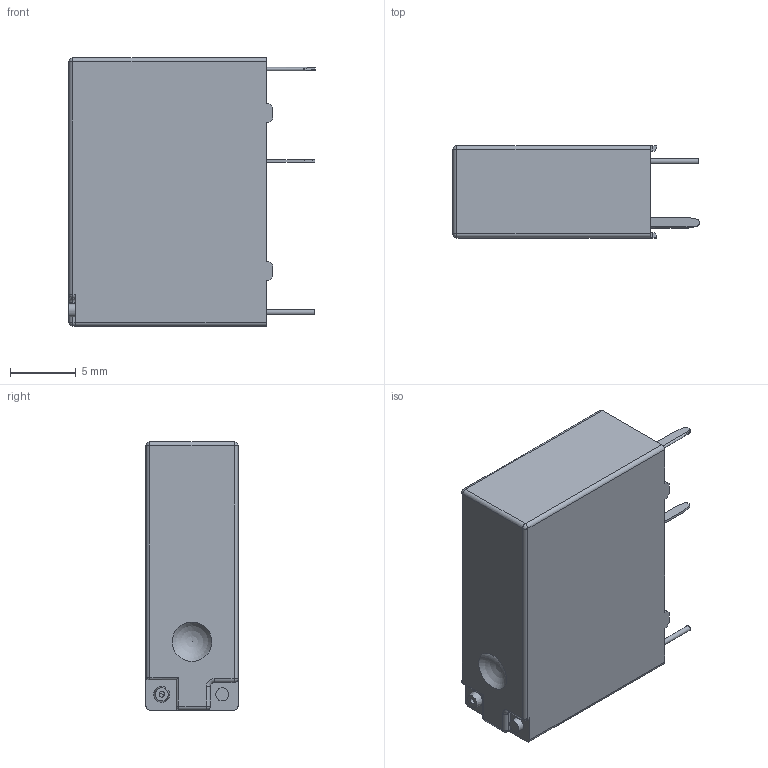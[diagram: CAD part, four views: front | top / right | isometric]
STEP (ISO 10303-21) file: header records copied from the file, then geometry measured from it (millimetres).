
FILE_DESCRIPTION(/* description */ (''),/* implementation_level */ '2;1');
FILE_NAME(/* name */ '',/* time_stamp */ '2017-12-08T10:19:55+08:00',/* author */ (''),/* organization */ (''),/* preprocessor_version */ 'ST-DEVELOPER v15',/* originating_system */ 'SIEMENS PLM Software NX 8.5',/* authorisation */ '');
FILE_SCHEMA (('CONFIG_CONTROL_DESIGN'));
Length unit declared in the file: millimetre
Products named in the file (2): 86340536000_a; 45274461000_c
Assembly tree (1 placements, depth 2):
  45274461000_c
    86340536000_a
Bounding box: 18.71 x 7 x 20.4 mm (x, y, z)
Volume: 509.6 mm3; surface area: 2381.1 mm2
Topology: 8 solids, 8 shells, 494 faces, 1293 edges, 821 vertices
Faces by surface type: plane 307, cylinder 134, bspline 31, torus 9, sphere 7, cone 6
Full cylindrical faces by diameter (mm): 0.4 x5, 1 x1
Entity records: 15504 total; most frequent: CARTESIAN_POINT 3114, ORIENTED_EDGE 2538, DIRECTION 2538, EDGE_CURVE 1269, LINE 910, VECTOR 910, VERTEX_POINT 818, AXIS2_PLACEMENT_3D 814
